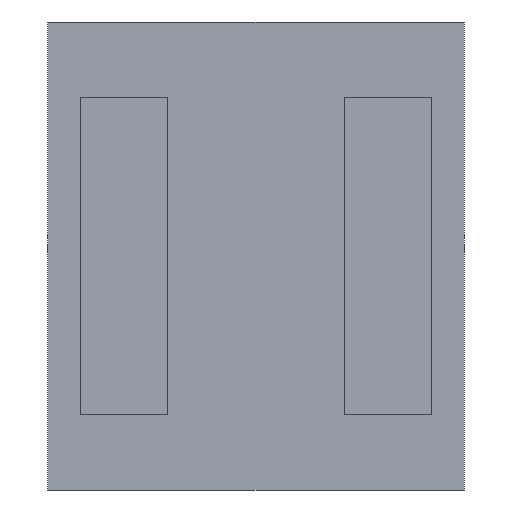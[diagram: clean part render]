
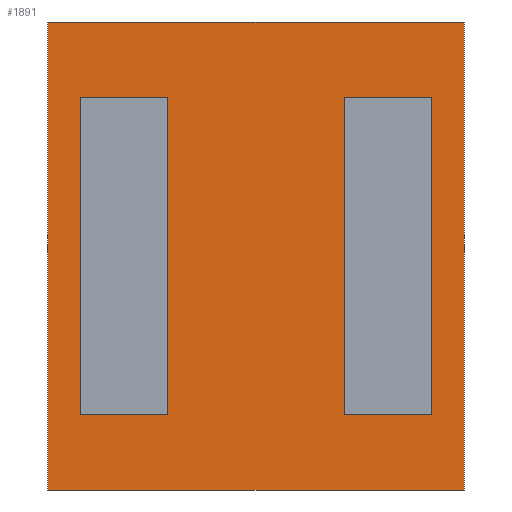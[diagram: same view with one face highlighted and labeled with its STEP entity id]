
A CAD part, front view. The second image highlights one B-rep face of the part: STEP entity #1891.
In plain terms, the highlighted planar face has unit normal (0, -1, 0).
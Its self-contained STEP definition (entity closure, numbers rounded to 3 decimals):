
#1365 = VERTEX_POINT('',#1366);
#1366 = CARTESIAN_POINT('',(5.25,0.,5.9));
#1374 = VERTEX_POINT('',#1375);
#1375 = CARTESIAN_POINT('',(-5.25,0.,5.9));
#1381 = EDGE_CURVE('',#1365,#1374,#1382,.T.);
#1382 = LINE('',#1383,#1384);
#1383 = CARTESIAN_POINT('',(-5.25,0.,5.9));
#1384 = VECTOR('',#1385,1.);
#1385 = DIRECTION('',(-1.,0.,0.));
#1398 = VERTEX_POINT('',#1399);
#1399 = CARTESIAN_POINT('',(-5.25,0.,-5.9));
#1405 = EDGE_CURVE('',#1374,#1398,#1406,.T.);
#1406 = LINE('',#1407,#1408);
#1407 = CARTESIAN_POINT('',(-5.25,0.,-5.9));
#1408 = VECTOR('',#1409,1.);
#1409 = DIRECTION('',(0.,0.,-1.));
#1422 = VERTEX_POINT('',#1423);
#1423 = CARTESIAN_POINT('',(5.25,0.,-5.9));
#1429 = EDGE_CURVE('',#1398,#1422,#1430,.T.);
#1430 = LINE('',#1431,#1432);
#1431 = CARTESIAN_POINT('',(-5.25,0.,-5.9));
#1432 = VECTOR('',#1433,1.);
#1433 = DIRECTION('',(1.,0.,0.));
#1446 = EDGE_CURVE('',#1422,#1365,#1447,.T.);
#1447 = LINE('',#1448,#1449);
#1448 = CARTESIAN_POINT('',(5.25,0.,-5.9));
#1449 = VECTOR('',#1450,1.);
#1450 = DIRECTION('',(0.,0.,1.));
#1891 = ADVANCED_FACE('',(#1892,#1926,#1932),#1966,.F.);
#1892 = FACE_BOUND('',#1893,.T.);
#1893 = EDGE_LOOP('',(#1894,#1904,#1912,#1920));
#1894 = ORIENTED_EDGE('',*,*,#1895,.F.);
#1895 = EDGE_CURVE('',#1896,#1898,#1900,.T.);
#1896 = VERTEX_POINT('',#1897);
#1897 = CARTESIAN_POINT('',(-2.225,0.,-4.));
#1898 = VERTEX_POINT('',#1899);
#1899 = CARTESIAN_POINT('',(-2.225,0.,4.));
#1900 = LINE('',#1901,#1902);
#1901 = CARTESIAN_POINT('',(-2.225,0.,5.9));
#1902 = VECTOR('',#1903,1.);
#1903 = DIRECTION('',(0.,0.,1.));
#1904 = ORIENTED_EDGE('',*,*,#1905,.F.);
#1905 = EDGE_CURVE('',#1906,#1896,#1908,.T.);
#1906 = VERTEX_POINT('',#1907);
#1907 = CARTESIAN_POINT('',(-4.425,0.,-4.));
#1908 = LINE('',#1909,#1910);
#1909 = CARTESIAN_POINT('',(5.25,0.,-4.));
#1910 = VECTOR('',#1911,1.);
#1911 = DIRECTION('',(1.,0.,0.));
#1912 = ORIENTED_EDGE('',*,*,#1913,.F.);
#1913 = EDGE_CURVE('',#1914,#1906,#1916,.T.);
#1914 = VERTEX_POINT('',#1915);
#1915 = CARTESIAN_POINT('',(-4.425,0.,4.));
#1916 = LINE('',#1917,#1918);
#1917 = CARTESIAN_POINT('',(-4.425,0.,5.9));
#1918 = VECTOR('',#1919,1.);
#1919 = DIRECTION('',(0.,0.,-1.));
#1920 = ORIENTED_EDGE('',*,*,#1921,.F.);
#1921 = EDGE_CURVE('',#1898,#1914,#1922,.T.);
#1922 = LINE('',#1923,#1924);
#1923 = CARTESIAN_POINT('',(5.25,0.,4.));
#1924 = VECTOR('',#1925,1.);
#1925 = DIRECTION('',(-1.,0.,0.));
#1926 = FACE_BOUND('',#1927,.T.);
#1927 = EDGE_LOOP('',(#1928,#1929,#1930,#1931));
#1928 = ORIENTED_EDGE('',*,*,#1381,.T.);
#1929 = ORIENTED_EDGE('',*,*,#1405,.T.);
#1930 = ORIENTED_EDGE('',*,*,#1429,.T.);
#1931 = ORIENTED_EDGE('',*,*,#1446,.T.);
#1932 = FACE_BOUND('',#1933,.T.);
#1933 = EDGE_LOOP('',(#1934,#1944,#1952,#1960));
#1934 = ORIENTED_EDGE('',*,*,#1935,.F.);
#1935 = EDGE_CURVE('',#1936,#1938,#1940,.T.);
#1936 = VERTEX_POINT('',#1937);
#1937 = CARTESIAN_POINT('',(4.425,0.,-4.));
#1938 = VERTEX_POINT('',#1939);
#1939 = CARTESIAN_POINT('',(4.425,0.,4.));
#1940 = LINE('',#1941,#1942);
#1941 = CARTESIAN_POINT('',(4.425,0.,5.9));
#1942 = VECTOR('',#1943,1.);
#1943 = DIRECTION('',(0.,0.,1.));
#1944 = ORIENTED_EDGE('',*,*,#1945,.F.);
#1945 = EDGE_CURVE('',#1946,#1936,#1948,.T.);
#1946 = VERTEX_POINT('',#1947);
#1947 = CARTESIAN_POINT('',(2.225,0.,-4.));
#1948 = LINE('',#1949,#1950);
#1949 = CARTESIAN_POINT('',(5.25,0.,-4.));
#1950 = VECTOR('',#1951,1.);
#1951 = DIRECTION('',(1.,0.,0.));
#1952 = ORIENTED_EDGE('',*,*,#1953,.F.);
#1953 = EDGE_CURVE('',#1954,#1946,#1956,.T.);
#1954 = VERTEX_POINT('',#1955);
#1955 = CARTESIAN_POINT('',(2.225,0.,4.));
#1956 = LINE('',#1957,#1958);
#1957 = CARTESIAN_POINT('',(2.225,0.,5.9));
#1958 = VECTOR('',#1959,1.);
#1959 = DIRECTION('',(0.,0.,-1.));
#1960 = ORIENTED_EDGE('',*,*,#1961,.F.);
#1961 = EDGE_CURVE('',#1938,#1954,#1962,.T.);
#1962 = LINE('',#1963,#1964);
#1963 = CARTESIAN_POINT('',(5.25,0.,4.));
#1964 = VECTOR('',#1965,1.);
#1965 = DIRECTION('',(-1.,0.,0.));
#1966 = PLANE('',#1967);
#1967 = AXIS2_PLACEMENT_3D('',#1968,#1969,#1970);
#1968 = CARTESIAN_POINT('',(5.25,0.,5.9));
#1969 = DIRECTION('',(0.,1.,0.));
#1970 = DIRECTION('',(0.,0.,1.));
